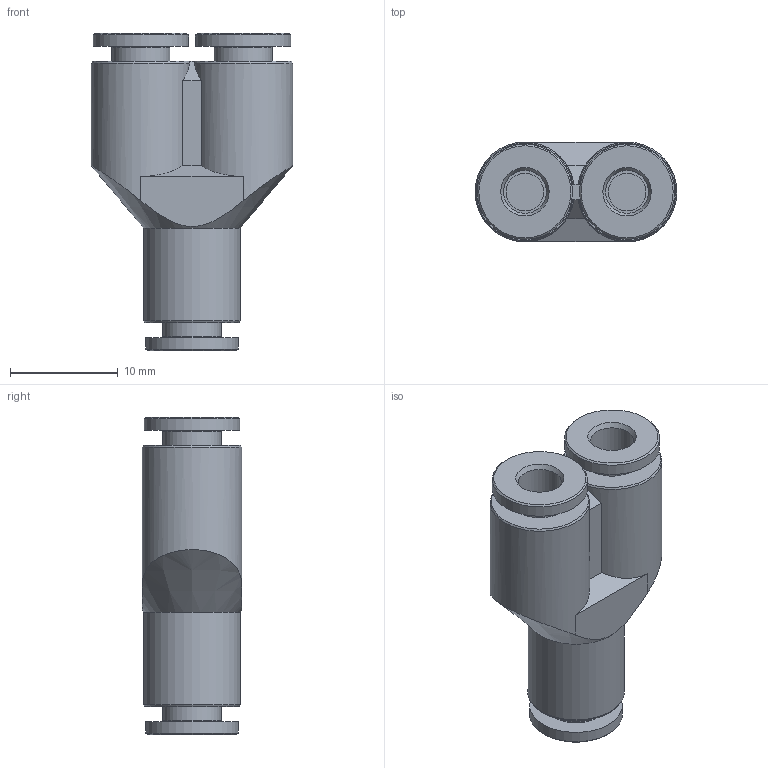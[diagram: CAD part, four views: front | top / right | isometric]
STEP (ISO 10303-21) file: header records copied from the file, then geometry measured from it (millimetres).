
FILE_DESCRIPTION(/* description */ ('STEP AP214'),/* implementation_level */ '2;1');
FILE_NAME(/* name */ '558798_NPQM-Y-Q4-E-P10',/* time_stamp */ '2024-09-13T07:18:28+02:00',/* author */ ('License CC BY-ND 4.0'),/* organization */ ('CADENAS'),/* preprocessor_version */ 'ST-DEVELOPER v19.3',/* originating_system */ 'PARTsolutions',/* authorisation */ ' ');
FILE_SCHEMA (('AUTOMOTIVE_DESIGN {1 0 10303 214 3 1 1}'));
Length unit declared in the file: millimetre
Products named in the file (1): 558798 NPQM-Y-Q4-E-P10
Bounding box: 18.75 x 9.25 x 29.5 mm (x, y, z)
Volume: 2339.8 mm3; surface area: 2130.5 mm2
Topology: 1 solids, 1 shells, 50 faces, 98 edges, 62 vertices
Faces by surface type: plane 22, cylinder 15, cone 13
Full cylindrical faces by diameter (mm): 3.5 x3, 4 x3, 5.4 x3, 8.6 x1, 8.85 x2, 9 x1
Entity records: 1214 total; most frequent: DIRECTION 222, CARTESIAN_POINT 219, ORIENTED_EDGE 144, AXIS2_PLACEMENT_3D 103, EDGE_LOOP 86, FACE_BOUND 86, EDGE_CURVE 72, VERTEX_POINT 60
